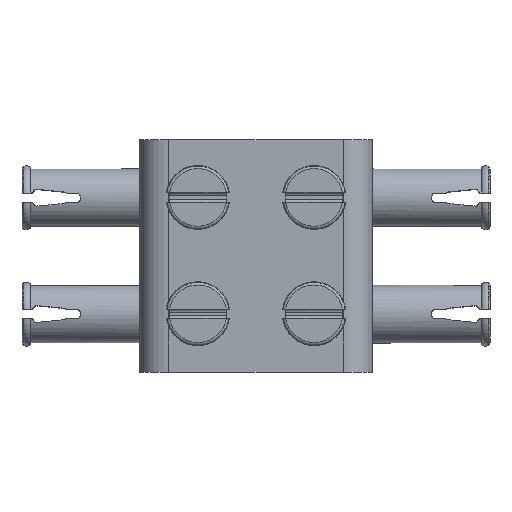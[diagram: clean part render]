
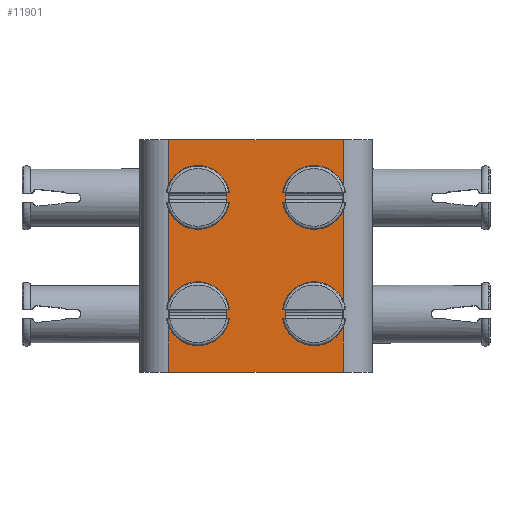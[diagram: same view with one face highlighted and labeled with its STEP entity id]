
A CAD part, top view. The second image highlights one B-rep face of the part: STEP entity #11901.
In plain terms, the highlighted planar face has unit normal (0, 0, 1).
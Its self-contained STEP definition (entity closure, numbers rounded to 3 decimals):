
#207=LINE('',#17723,#1167);
#294=LINE('',#17956,#1254);
#464=LINE('',#18420,#1424);
#465=LINE('',#18421,#1425);
#1167=VECTOR('',#13976,1000.);
#1254=VECTOR('',#14155,1000.);
#1424=VECTOR('',#14623,1000.);
#1425=VECTOR('',#14624,1000.);
#3892=ORIENTED_EDGE('',*,*,#7017,.F.);
#3893=ORIENTED_EDGE('',*,*,#6671,.T.);
#3894=ORIENTED_EDGE('',*,*,#7018,.T.);
#3895=ORIENTED_EDGE('',*,*,#6790,.T.);
#3896=ORIENTED_EDGE('',*,*,#6423,.F.);
#3897=ORIENTED_EDGE('',*,*,#7019,.T.);
#3898=ORIENTED_EDGE('',*,*,#7020,.T.);
#3899=ORIENTED_EDGE('',*,*,#7021,.F.);
#6423=EDGE_CURVE('',#8209,#8209,#9407,.T.);
#6671=EDGE_CURVE('',#8389,#8391,#207,.T.);
#6790=EDGE_CURVE('',#8492,#8493,#294,.T.);
#7017=EDGE_CURVE('',#8389,#8493,#464,.T.);
#7018=EDGE_CURVE('',#8391,#8492,#465,.T.);
#7019=EDGE_CURVE('',#8637,#8637,#9549,.T.);
#7020=EDGE_CURVE('',#8638,#8638,#9550,.T.);
#7021=EDGE_CURVE('',#8639,#8639,#9551,.T.);
#8209=VERTEX_POINT('',#16824);
#8389=VERTEX_POINT('',#17718);
#8391=VERTEX_POINT('',#17722);
#8492=VERTEX_POINT('',#17957);
#8493=VERTEX_POINT('',#17958);
#8637=VERTEX_POINT('',#18423);
#8638=VERTEX_POINT('',#18425);
#8639=VERTEX_POINT('',#18427);
#9407=CIRCLE('',#12397,2.475);
#9549=CIRCLE('',#12750,2.475);
#9550=CIRCLE('',#12751,2.475);
#9551=CIRCLE('',#12752,2.475);
#10020=EDGE_LOOP('',(#3892,#3893,#3894,#3895));
#10021=EDGE_LOOP('',(#3896));
#10022=EDGE_LOOP('',(#3897));
#10023=EDGE_LOOP('',(#3898));
#10024=EDGE_LOOP('',(#3899));
#10804=FACE_BOUND('',#10020,.T.);
#10805=FACE_BOUND('',#10021,.T.);
#10806=FACE_BOUND('',#10022,.T.);
#10807=FACE_BOUND('',#10023,.T.);
#10808=FACE_BOUND('',#10024,.T.);
#11447=PLANE('',#12749);
#11901=ADVANCED_FACE('',(#10804,#10805,#10806,#10807,#10808),#11447,.T.);
#12397=AXIS2_PLACEMENT_3D('',#16823,#13565,#13566);
#12749=AXIS2_PLACEMENT_3D('',#18419,#14621,#14622);
#12750=AXIS2_PLACEMENT_3D('',#18422,#14625,#14626);
#12751=AXIS2_PLACEMENT_3D('',#18424,#14627,#14628);
#12752=AXIS2_PLACEMENT_3D('',#18426,#14629,#14630);
#13565=DIRECTION('',(0.,0.,1.));
#13566=DIRECTION('',(1.,0.,0.));
#13976=DIRECTION('',(0.,1.,0.));
#14155=DIRECTION('',(0.,-1.,0.));
#14621=DIRECTION('',(0.,0.,1.));
#14622=DIRECTION('',(1.,0.,0.));
#14623=DIRECTION('',(-1.,0.,0.));
#14624=DIRECTION('',(-1.,0.,0.));
#14625=DIRECTION('',(0.,0.,-1.));
#14626=DIRECTION('',(0.,-1.,0.));
#14627=DIRECTION('',(0.,0.,-1.));
#14628=DIRECTION('',(1.,0.,0.));
#14629=DIRECTION('',(0.,0.,1.));
#14630=DIRECTION('',(0.,1.,0.));
#16823=CARTESIAN_POINT('',(-20.,5.,5.));
#16824=CARTESIAN_POINT('',(-17.525,5.,5.));
#17718=CARTESIAN_POINT('',(-7.5,0.,5.));
#17722=CARTESIAN_POINT('',(-7.5,20.,5.));
#17723=CARTESIAN_POINT('',(-7.5,10.,5.));
#17956=CARTESIAN_POINT('',(-22.5,10.,5.));
#17957=CARTESIAN_POINT('',(-22.5,20.,5.));
#17958=CARTESIAN_POINT('',(-22.5,0.,5.));
#18419=CARTESIAN_POINT('',(15.,10.,5.));
#18420=CARTESIAN_POINT('',(0.,0.,5.));
#18421=CARTESIAN_POINT('',(0.,20.,5.));
#18422=CARTESIAN_POINT('',(-10.,5.,5.));
#18423=CARTESIAN_POINT('',(-10.,2.525,5.));
#18424=CARTESIAN_POINT('',(-20.,15.,5.));
#18425=CARTESIAN_POINT('',(-17.525,15.,5.));
#18426=CARTESIAN_POINT('',(-10.,15.,5.));
#18427=CARTESIAN_POINT('',(-10.,17.475,5.));
